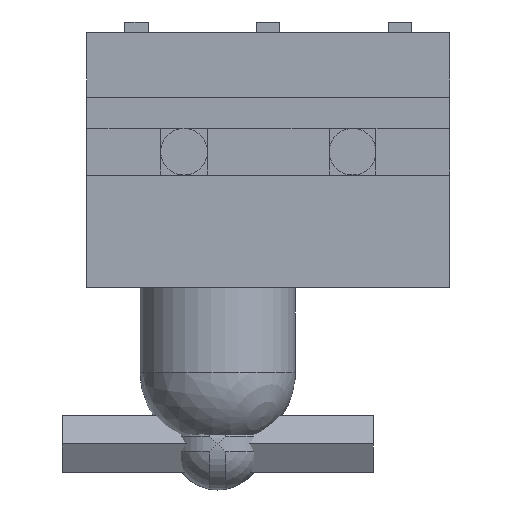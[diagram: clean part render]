
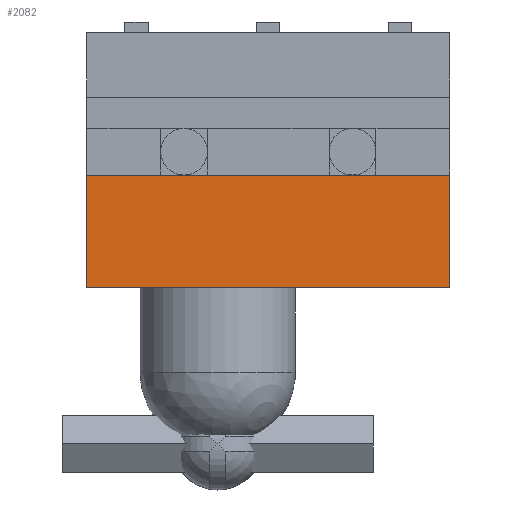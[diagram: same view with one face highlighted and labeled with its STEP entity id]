
A CAD part, left-side view. The second image highlights one B-rep face of the part: STEP entity #2082.
In plain terms, the highlighted planar face has unit normal (-1, 0, 0).
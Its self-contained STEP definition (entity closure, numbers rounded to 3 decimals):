
#177=PLANE('',#2297);
#274=LINE('',#3373,#482);
#300=LINE('',#3430,#508);
#301=LINE('',#3432,#509);
#302=LINE('',#3433,#510);
#482=VECTOR('',#2574,10.);
#508=VECTOR('',#2628,10.);
#509=VECTOR('',#2629,10.);
#510=VECTOR('',#2630,10.);
#688=FACE_OUTER_BOUND('',#810,.T.);
#810=EDGE_LOOP('',(#1585,#1586,#1587,#1588));
#1005=VERTEX_POINT('',#3371);
#1006=VERTEX_POINT('',#3372);
#1023=VERTEX_POINT('',#3429);
#1024=VERTEX_POINT('',#3431);
#1207=EDGE_CURVE('',#1005,#1006,#274,.T.);
#1237=EDGE_CURVE('',#1006,#1023,#300,.T.);
#1238=EDGE_CURVE('',#1023,#1024,#301,.T.);
#1239=EDGE_CURVE('',#1024,#1005,#302,.T.);
#1585=ORIENTED_EDGE('',*,*,#1207,.T.);
#1586=ORIENTED_EDGE('',*,*,#1237,.T.);
#1587=ORIENTED_EDGE('',*,*,#1238,.T.);
#1588=ORIENTED_EDGE('',*,*,#1239,.T.);
#2082=ADVANCED_FACE('',(#688),#177,.T.);
#2297=AXIS2_PLACEMENT_3D('',#3428,#2626,#2627);
#2574=DIRECTION('',(0.,1.,0.));
#2626=DIRECTION('center_axis',(-1.,0.,0.));
#2627=DIRECTION('ref_axis',(0.,0.,1.));
#2628=DIRECTION('',(0.,0.,-1.));
#2629=DIRECTION('',(0.,-1.,0.));
#2630=DIRECTION('',(0.,0.,1.));
#3371=CARTESIAN_POINT('',(-3.427,-16.45,17.865));
#3372=CARTESIAN_POINT('',(-3.427,-2.45,17.865));
#3373=CARTESIAN_POINT('',(-3.427,-7.425,17.865));
#3428=CARTESIAN_POINT('Origin',(-3.427,-3.05,0.25));
#3429=CARTESIAN_POINT('',(-3.427,-2.45,13.515));
#3430=CARTESIAN_POINT('',(-3.427,-2.45,20.265));
#3431=CARTESIAN_POINT('',(-3.427,-16.45,13.515));
#3432=CARTESIAN_POINT('',(-3.427,-9.45,13.515));
#3433=CARTESIAN_POINT('',(-3.427,-16.45,0.25));
